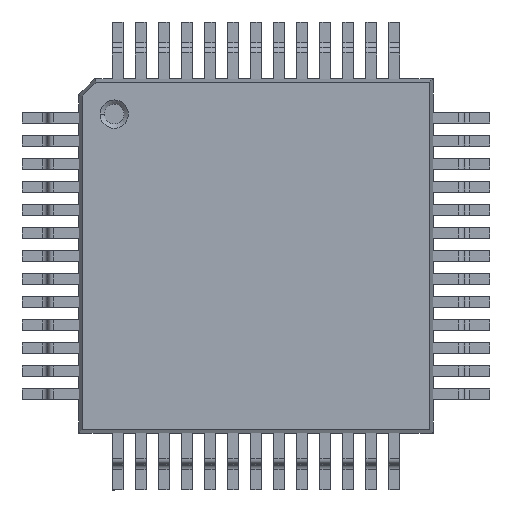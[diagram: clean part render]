
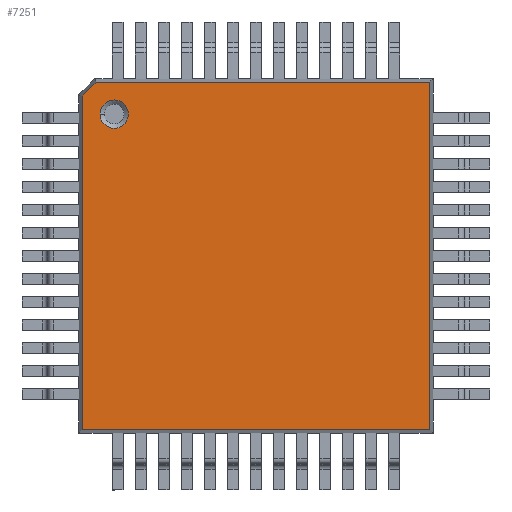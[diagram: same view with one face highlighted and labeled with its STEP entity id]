
A CAD part, top view. The second image highlights one B-rep face of the part: STEP entity #7251.
In plain terms, the highlighted planar face has unit normal (0, 0, 1).
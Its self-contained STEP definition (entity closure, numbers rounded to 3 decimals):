
#7251 = ADVANCED_FACE ( 'NONE', ( #21484, #21483 ), #21522, .F. ) ;
#7252 = EDGE_LOOP ( 'NONE', ( #7253, #7255 ) ) ;
#7253 = ORIENTED_EDGE ( 'NONE', *, *, #7254, .F. ) ;
#7254 = EDGE_CURVE ( 'NONE', #8680, #8677, #21521, .T. ) ;
#7255 = ORIENTED_EDGE ( 'NONE', *, *, #8679, .F. ) ;
#7256 = EDGE_LOOP ( 'NONE', ( #7367, #7371, #7374, #7377, #7485 ) ) ;
#7367 = ORIENTED_EDGE ( 'NONE', *, *, #7368, .T. ) ;
#7368 = EDGE_CURVE ( 'NONE', #7369, #7370, #21692, .T. ) ;
#7369 = VERTEX_POINT ( 'NONE', #21688 ) ;
#7370 = VERTEX_POINT ( 'NONE', #21687 ) ;
#7371 = ORIENTED_EDGE ( 'NONE', *, *, #7372, .T. ) ;
#7372 = EDGE_CURVE ( 'NONE', #7370, #7373, #21745, .T. ) ;
#7373 = VERTEX_POINT ( 'NONE', #21741 ) ;
#7374 = ORIENTED_EDGE ( 'NONE', *, *, #7375, .T. ) ;
#7375 = EDGE_CURVE ( 'NONE', #7373, #7376, #21740, .T. ) ;
#7376 = VERTEX_POINT ( 'NONE', #21736 ) ;
#7377 = ORIENTED_EDGE ( 'NONE', *, *, #7378, .T. ) ;
#7378 = EDGE_CURVE ( 'NONE', #7376, #7379, #21735, .T. ) ;
#7379 = VERTEX_POINT ( 'NONE', #21731 ) ;
#7485 = ORIENTED_EDGE ( 'NONE', *, *, #7486, .F. ) ;
#7486 = EDGE_CURVE ( 'NONE', #7369, #7379, #21917, .T. ) ;
#8677 = VERTEX_POINT ( 'NONE', #24590 ) ;
#8679 = EDGE_CURVE ( 'NONE', #8677, #8680, #24638, .T. ) ;
#8680 = VERTEX_POINT ( 'NONE', #24633 ) ;
#21483 = FACE_OUTER_BOUND ( 'NONE', #7256, .T. ) ;
#21484 = FACE_BOUND ( 'NONE', #7252, .T. ) ;
#21513 = DIRECTION ( 'NONE',  ( 1., 0., 0. ) ) ;
#21514 = DIRECTION ( 'NONE',  ( 0., 0., 1. ) ) ;
#21515 = CARTESIAN_POINT ( 'NONE',  ( -4., 4., 1.1 ) ) ;
#21516 = AXIS2_PLACEMENT_3D ( 'NONE', #21515, #21514, #21513 ) ;
#21517 = DIRECTION ( 'NONE',  ( -1., 0., 0. ) ) ;
#21518 = DIRECTION ( 'NONE',  ( 0., 0., -1. ) ) ;
#21519 = CARTESIAN_POINT ( 'NONE',  ( 5., 5., 1.1 ) ) ;
#21520 = AXIS2_PLACEMENT_3D ( 'NONE', #21519, #21518, #21517 ) ;
#21521 = CIRCLE ( 'NONE', #21516, 0.4 ) ;
#21522 = PLANE ( 'NONE',  #21520 ) ;
#21687 = CARTESIAN_POINT ( 'NONE',  ( -4.51, 4.903, 1.1 ) ) ;
#21688 = CARTESIAN_POINT ( 'NONE',  ( 4.903, 4.903, 1.1 ) ) ;
#21689 = DIRECTION ( 'NONE',  ( -1., 0., 0. ) ) ;
#21690 = VECTOR ( 'NONE', #21689, 1000. ) ;
#21691 = CARTESIAN_POINT ( 'NONE',  ( 5.001, 4.903, 1.1 ) ) ;
#21692 = LINE ( 'NONE', #21691, #21690 ) ;
#21731 = CARTESIAN_POINT ( 'NONE',  ( 4.903, -4.903, 1.1 ) ) ;
#21732 = DIRECTION ( 'NONE',  ( 1., 0., 0. ) ) ;
#21733 = VECTOR ( 'NONE', #21732, 1000. ) ;
#21734 = CARTESIAN_POINT ( 'NONE',  ( -5.001, -4.903, 1.1 ) ) ;
#21735 = LINE ( 'NONE', #21734, #21733 ) ;
#21736 = CARTESIAN_POINT ( 'NONE',  ( -4.903, -4.903, 1.1 ) ) ;
#21737 = DIRECTION ( 'NONE',  ( 0., -1., 0. ) ) ;
#21738 = VECTOR ( 'NONE', #21737, 1000. ) ;
#21739 = CARTESIAN_POINT ( 'NONE',  ( -4.903, 5.001, 1.1 ) ) ;
#21740 = LINE ( 'NONE', #21739, #21738 ) ;
#21741 = CARTESIAN_POINT ( 'NONE',  ( -4.903, 4.51, 1.1 ) ) ;
#21742 = DIRECTION ( 'NONE',  ( -0.707, -0.707, 0. ) ) ;
#21743 = VECTOR ( 'NONE', #21742, 1000. ) ;
#21744 = CARTESIAN_POINT ( 'NONE',  ( -4.834, 4.578, 1.1 ) ) ;
#21745 = LINE ( 'NONE', #21744, #21743 ) ;
#21914 = DIRECTION ( 'NONE',  ( 0., -1., 0. ) ) ;
#21915 = VECTOR ( 'NONE', #21914, 1000. ) ;
#21916 = CARTESIAN_POINT ( 'NONE',  ( 4.903, 5.001, 1.1 ) ) ;
#21917 = LINE ( 'NONE', #21916, #21915 ) ;
#24590 = CARTESIAN_POINT ( 'NONE',  ( -4.4, 4., 1.1 ) ) ;
#24633 = CARTESIAN_POINT ( 'NONE',  ( -3.6, 4., 1.1 ) ) ;
#24634 = DIRECTION ( 'NONE',  ( 1., 0., 0. ) ) ;
#24635 = DIRECTION ( 'NONE',  ( 0., 0., 1. ) ) ;
#24636 = CARTESIAN_POINT ( 'NONE',  ( -4., 4., 1.1 ) ) ;
#24637 = AXIS2_PLACEMENT_3D ( 'NONE', #24636, #24635, #24634 ) ;
#24638 = CIRCLE ( 'NONE', #24637, 0.4 ) ;
